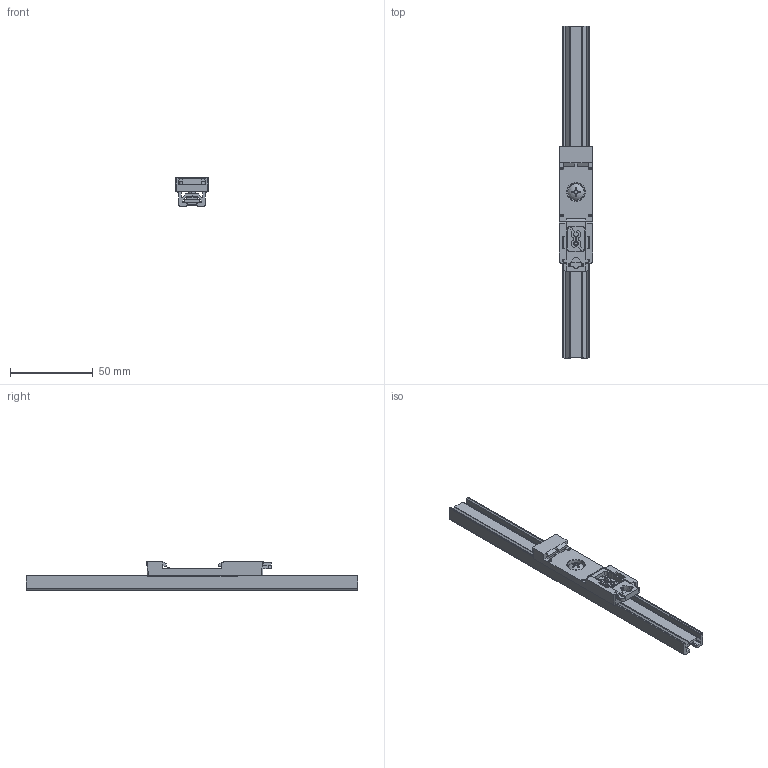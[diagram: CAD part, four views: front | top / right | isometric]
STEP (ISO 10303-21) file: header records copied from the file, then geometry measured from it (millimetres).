
FILE_DESCRIPTION (( 'STEP AP203' ), '1' );
FILE_NAME ('CY7-P123-STP.step', '2024-04-17T04:35:53', ( '' ), ( '' ), 'SwSTEP 2.0', 'SolidWorks 2020', '' );
FILE_SCHEMA (( 'CONFIG_CONTROL_DESIGN' ));
Length unit declared in the file: millimetre
Products named in the file (1): CY7-P123-STP
Bounding box: 20 x 200 x 17 mm (x, y, z)
Surface area: 20962.1 mm2 (no closed solid volume)
Topology: 0 solids, 12 shells, 283 faces, 1164 edges, 865 vertices
Faces by surface type: plane 156, cylinder 53, cone 44, torus 21, bspline 8, sphere 1
Entity records: 12449 total; most frequent: CARTESIAN_POINT 2904, DIRECTION 1935, ORIENTED_EDGE 1884, EDGE_CURVE 1162, VERTEX_POINT 864, LINE 693, VECTOR 693, AXIS2_PLACEMENT_3D 621
